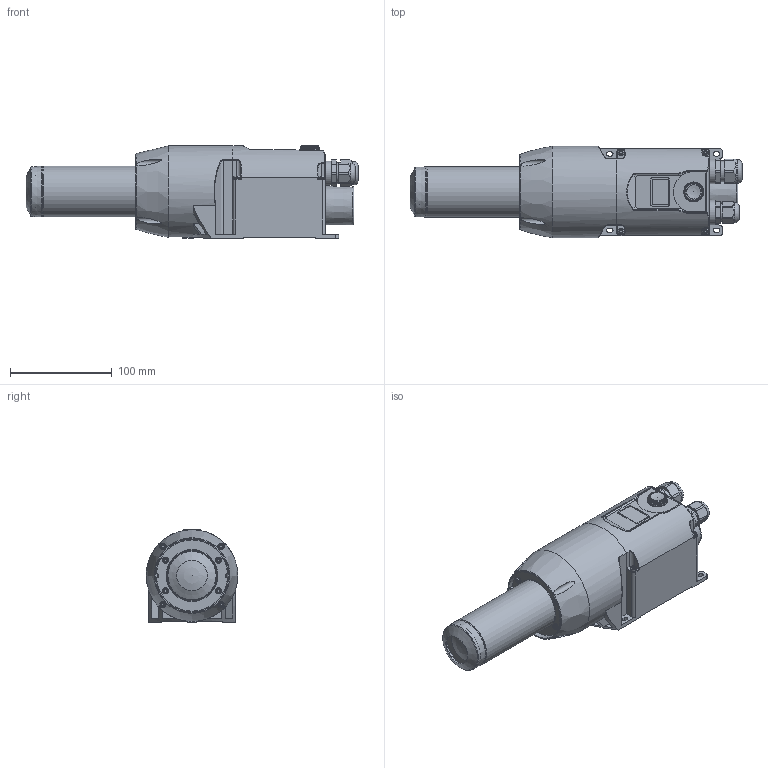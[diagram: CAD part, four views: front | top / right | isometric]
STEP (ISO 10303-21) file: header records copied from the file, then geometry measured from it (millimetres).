
FILE_DESCRIPTION( ( 'Unknown' ), '1' );
FILE_NAME( 'MISTRAL SYSTEM LK C.stp', 'Unknown', ( 'Unknown' ), ( 'Unknown' ), 'PSStep 14.0', 'Unknown', ' ' );
FILE_SCHEMA( ( 'AUTOMOTIVE_DESIGN { 1 0 10303 214 1 1 1 1 }' ) );
Length unit declared in the file: millimetre
Products named in the file (1): MISTRAL S  LK C
Bounding box: 326.5 x 90 x 91.08 mm (x, y, z)
Volume: 1412517.9 mm3; surface area: 115257.1 mm2
Topology: 1 solids, 1 shells, 828 faces, 2156 edges, 1368 vertices
Faces by surface type: plane 289, cylinder 279, bspline 191, torus 45, cone 20, sphere 4
Full cylindrical faces by diameter (mm): 6.1 x12, 6.5 x4, 10 x1, 13.5 x1, 17.5 x1, 19.5 x1, 19.8 x1, 20.6 x1, 23 x1, 24 x2, 30 x1, 30.291 x1, 50 x1, 90 x1
Entity records: 60624 total; most frequent: CARTESIAN_POINT 35144, ORIENTED_EDGE 4112, DIRECTION 3677, EDGE_CURVE 2056, AXIS2_PLACEMENT_3D 1450, VERTEX_POINT 1330, EDGE_LOOP 936, FACE_OUTER_BOUND 880
